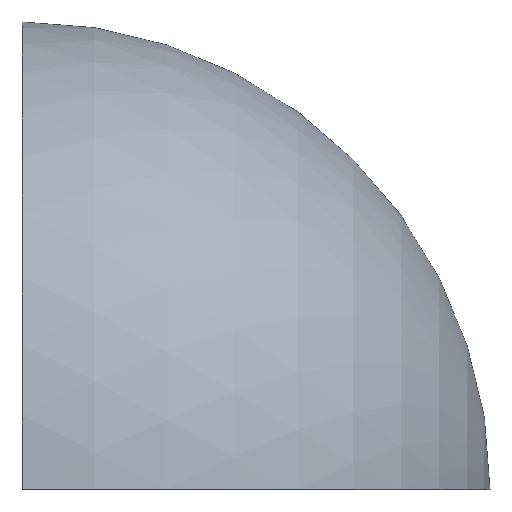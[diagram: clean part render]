
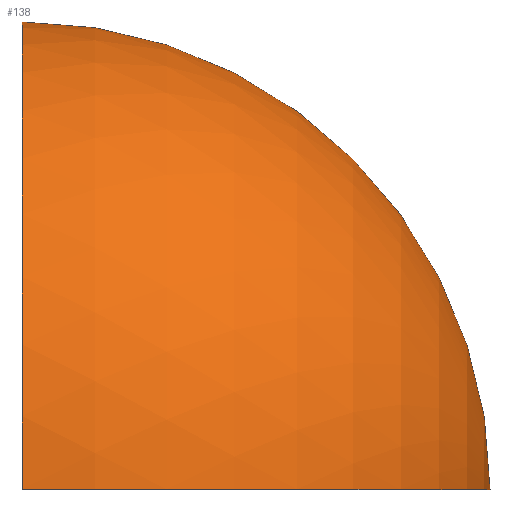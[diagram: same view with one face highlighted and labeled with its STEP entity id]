
A CAD part, top view. The second image highlights one B-rep face of the part: STEP entity #138.
In plain terms, the highlighted spherical face has radius 20.955 mm.
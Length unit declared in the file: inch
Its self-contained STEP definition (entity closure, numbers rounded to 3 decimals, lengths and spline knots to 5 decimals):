
#4 = DIRECTION ( 'NONE',  ( -1., 0., 0. ) ) ;
#14 = CARTESIAN_POINT ( 'NONE',  ( 0., 0., 0. ) ) ;
#16 = FACE_OUTER_BOUND ( 'NONE', #56, .T. ) ;
#23 = VERTEX_POINT ( 'NONE', #114 ) ;
#38 = ORIENTED_EDGE ( 'NONE', *, *, #168, .T. ) ;
#45 = AXIS2_PLACEMENT_3D ( 'NONE', #67, #79, #61 ) ;
#47 = DIRECTION ( 'NONE',  ( 0., 0., 1. ) ) ;
#56 = EDGE_LOOP ( 'NONE', ( #90, #38, #64 ) ) ;
#60 = CIRCLE ( 'NONE', #184, 0.825 ) ;
#61 = DIRECTION ( 'NONE',  ( 0., 0., 1. ) ) ;
#64 = ORIENTED_EDGE ( 'NONE', *, *, #112, .F. ) ;
#67 = CARTESIAN_POINT ( 'NONE',  ( 0., -0.825, 0. ) ) ;
#77 = CARTESIAN_POINT ( 'NONE',  ( 0., -0.825, 0. ) ) ;
#78 = CIRCLE ( 'NONE', #45, 0.825 ) ;
#79 = DIRECTION ( 'NONE',  ( 0., 1., 0. ) ) ;
#90 = ORIENTED_EDGE ( 'NONE', *, *, #164, .T. ) ;
#102 = CIRCLE ( 'NONE', #178, 0.825 ) ;
#112 = EDGE_CURVE ( 'NONE', #152, #157, #102, .T. ) ;
#114 = CARTESIAN_POINT ( 'NONE',  ( 0.825, -0.825, 0. ) ) ;
#116 = DIRECTION ( 'NONE',  ( 0., 0., -1. ) ) ;
#132 = CARTESIAN_POINT ( 'NONE',  ( 0., -0.825, 0. ) ) ;
#138 = ADVANCED_FACE ( 'NONE', ( #16 ), #200, .T. ) ;
#152 = VERTEX_POINT ( 'NONE', #160 ) ;
#157 = VERTEX_POINT ( 'NONE', #14 ) ;
#160 = CARTESIAN_POINT ( 'NONE',  ( 0., -0.825, 0.825 ) ) ;
#164 = EDGE_CURVE ( 'NONE', #152, #23, #78, .T. ) ;
#168 = EDGE_CURVE ( 'NONE', #23, #157, #60, .T. ) ;
#178 = AXIS2_PLACEMENT_3D ( 'NONE', #198, #4, #116 ) ;
#179 = DIRECTION ( 'NONE',  ( 1., 0., 0. ) ) ;
#184 = AXIS2_PLACEMENT_3D ( 'NONE', #132, #199, #190 ) ;
#190 = DIRECTION ( 'NONE',  ( -1., 0., 0. ) ) ;
#198 = CARTESIAN_POINT ( 'NONE',  ( 0., -0.825, 0. ) ) ;
#199 = DIRECTION ( 'NONE',  ( 0., 0., 1. ) ) ;
#200 = SPHERICAL_SURFACE ( 'NONE', #202, 0.825 ) ;
#202 = AXIS2_PLACEMENT_3D ( 'NONE', #77, #179, #47 ) ;
